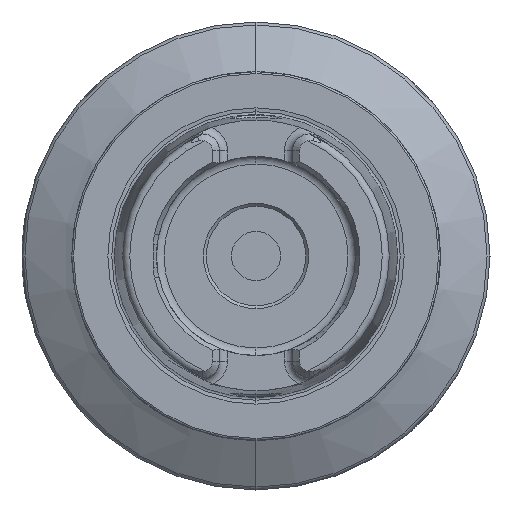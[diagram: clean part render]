
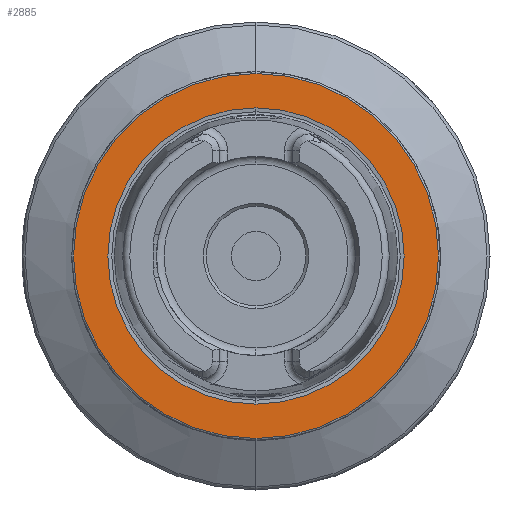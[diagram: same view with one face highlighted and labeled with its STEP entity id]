
A CAD part, left-side view. The second image highlights one B-rep face of the part: STEP entity #2885.
In plain terms, the highlighted planar face has unit normal (-1, 0, 0).
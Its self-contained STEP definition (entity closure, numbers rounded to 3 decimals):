
#1 = ORIENTED_EDGE ( 'NONE', *, *, #8297, .T. ) ;
#545 = VERTEX_POINT ( 'NONE', #11439 ) ;
#595 = DIRECTION ( 'NONE',  ( -1., 0., 0. ) ) ;
#984 = FACE_OUTER_BOUND ( 'NONE', #6355, .T. ) ;
#1006 = CARTESIAN_POINT ( 'NONE',  ( 0., 31.2, 0. ) ) ;
#1154 = CIRCLE ( 'NONE', #4972, 31.2 ) ;
#1260 = CARTESIAN_POINT ( 'NONE',  ( 0., 0., 0. ) ) ;
#1469 = AXIS2_PLACEMENT_3D ( 'NONE', #1260, #2663, #13613 ) ;
#1751 = VERTEX_POINT ( 'NONE', #2966 ) ;
#2481 = AXIS2_PLACEMENT_3D ( 'NONE', #1006, #4258, #5407 ) ;
#2663 = DIRECTION ( 'NONE',  ( -1., 0., 0. ) ) ;
#2885 = ADVANCED_FACE ( 'NONE', ( #5570, #984 ), #10946, .F. ) ;
#2966 = CARTESIAN_POINT ( 'NONE',  ( 0., 0., 31.2 ) ) ;
#3078 = EDGE_CURVE ( 'NONE', #7309, #545, #7106, .T. ) ;
#3148 = EDGE_CURVE ( 'NONE', #545, #7309, #6771, .T. ) ;
#3293 = DIRECTION ( 'NONE',  ( 0., 0., 1. ) ) ;
#3570 = EDGE_LOOP ( 'NONE', ( #7548, #6513 ) ) ;
#4078 = AXIS2_PLACEMENT_3D ( 'NONE', #9899, #4492, #3293 ) ;
#4258 = DIRECTION ( 'NONE',  ( 1., 0., 0. ) ) ;
#4492 = DIRECTION ( 'NONE',  ( -1., 0., 0. ) ) ;
#4972 = AXIS2_PLACEMENT_3D ( 'NONE', #9287, #5033, #12749 ) ;
#5033 = DIRECTION ( 'NONE',  ( -1., 0., 0. ) ) ;
#5407 = DIRECTION ( 'NONE',  ( 0., 0., -1. ) ) ;
#5570 = FACE_BOUND ( 'NONE', #3570, .T. ) ;
#6355 = EDGE_LOOP ( 'NONE', ( #9840, #1 ) ) ;
#6513 = ORIENTED_EDGE ( 'NONE', *, *, #3148, .F. ) ;
#6771 = CIRCLE ( 'NONE', #10874, 25.324 ) ;
#7106 = CIRCLE ( 'NONE', #1469, 25.324 ) ;
#7309 = VERTEX_POINT ( 'NONE', #8921 ) ;
#7511 = CARTESIAN_POINT ( 'NONE',  ( 0., 0., -31.2 ) ) ;
#7548 = ORIENTED_EDGE ( 'NONE', *, *, #3078, .F. ) ;
#8297 = EDGE_CURVE ( 'NONE', #12212, #1751, #1154, .T. ) ;
#8707 = CIRCLE ( 'NONE', #4078, 31.2 ) ;
#8875 = EDGE_CURVE ( 'NONE', #1751, #12212, #8707, .T. ) ;
#8921 = CARTESIAN_POINT ( 'NONE',  ( 0., 0., 25.324 ) ) ;
#9287 = CARTESIAN_POINT ( 'NONE',  ( 0., 0., 0. ) ) ;
#9351 = DIRECTION ( 'NONE',  ( 0., 0., 1. ) ) ;
#9840 = ORIENTED_EDGE ( 'NONE', *, *, #8875, .T. ) ;
#9899 = CARTESIAN_POINT ( 'NONE',  ( 0., 0., 0. ) ) ;
#10874 = AXIS2_PLACEMENT_3D ( 'NONE', #13902, #595, #9351 ) ;
#10946 = PLANE ( 'NONE',  #2481 ) ;
#11439 = CARTESIAN_POINT ( 'NONE',  ( 0., 0., -25.324 ) ) ;
#12212 = VERTEX_POINT ( 'NONE', #7511 ) ;
#12749 = DIRECTION ( 'NONE',  ( 0., 0., 1. ) ) ;
#13613 = DIRECTION ( 'NONE',  ( 0., 0., 1. ) ) ;
#13902 = CARTESIAN_POINT ( 'NONE',  ( 0., 0., 0. ) ) ;
